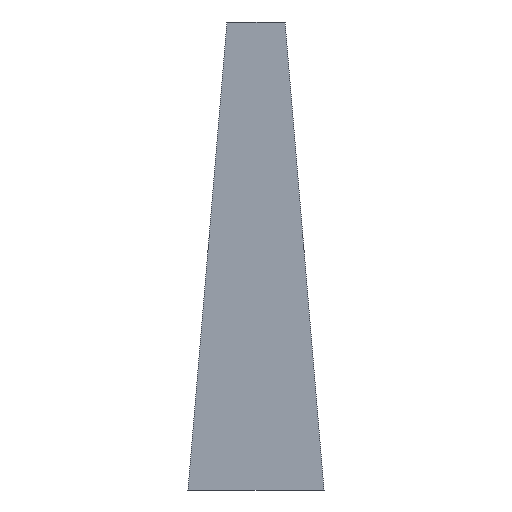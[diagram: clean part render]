
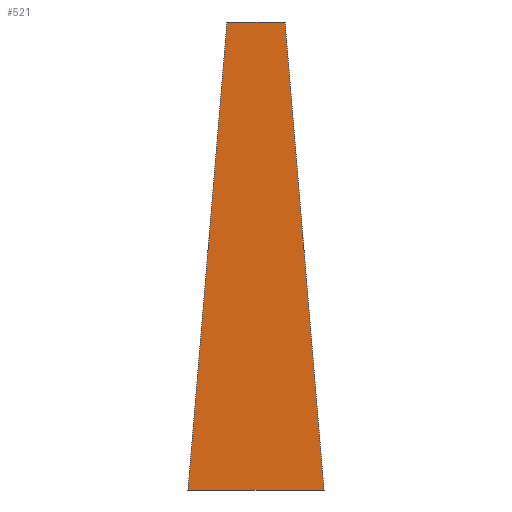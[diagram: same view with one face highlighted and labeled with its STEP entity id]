
A CAD part, front view. The second image highlights one B-rep face of the part: STEP entity #521.
In plain terms, the highlighted planar face has unit normal (0, -1, 0).
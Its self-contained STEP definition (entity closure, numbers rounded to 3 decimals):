
#11 = CARTESIAN_POINT ( 'NONE',  ( -6.836, 22.1, 122.593 ) ) ;
#18 = DIRECTION ( 'NONE',  ( 1., 0., 0. ) ) ;
#61 = LINE ( 'NONE', #138, #648 ) ;
#80 = DIRECTION ( 'NONE',  ( 0.083, 0., -0.997 ) ) ;
#81 = DIRECTION ( 'NONE',  ( 0., -1., 0. ) ) ;
#138 = CARTESIAN_POINT ( 'NONE',  ( -16.01, 22.1, 12.5 ) ) ;
#170 = ORIENTED_EDGE ( 'NONE', *, *, #804, .F. ) ;
#179 = VERTEX_POINT ( 'NONE', #315 ) ;
#211 = DIRECTION ( 'NONE',  ( -1., 0., 0. ) ) ;
#216 = AXIS2_PLACEMENT_3D ( 'NONE', #262, #81, #719 ) ;
#262 = CARTESIAN_POINT ( 'NONE',  ( 0., 22.1, 0. ) ) ;
#274 = VECTOR ( 'NONE', #80, 1000. ) ;
#285 = CARTESIAN_POINT ( 'NONE',  ( -16.01, 22.1, 12.5 ) ) ;
#315 = CARTESIAN_POINT ( 'NONE',  ( 6.836, 22.1, 122.593 ) ) ;
#328 = LINE ( 'NONE', #774, #627 ) ;
#332 = LINE ( 'NONE', #531, #274 ) ;
#351 = ORIENTED_EDGE ( 'NONE', *, *, #814, .F. ) ;
#433 = LINE ( 'NONE', #517, #579 ) ;
#446 = EDGE_LOOP ( 'NONE', ( #607, #617, #351, #170 ) ) ;
#461 = PLANE ( 'NONE',  #216 ) ;
#492 = EDGE_CURVE ( 'NONE', #633, #811, #433, .T. ) ;
#517 = CARTESIAN_POINT ( 'NONE',  ( -6.836, 22.1, 122.593 ) ) ;
#521 = ADVANCED_FACE ( 'NONE', ( #662 ), #461, .T. ) ;
#531 = CARTESIAN_POINT ( 'NONE',  ( 16.01, 22.1, 12.5 ) ) ;
#579 = VECTOR ( 'NONE', #646, 1000. ) ;
#607 = ORIENTED_EDGE ( 'NONE', *, *, #492, .F. ) ;
#617 = ORIENTED_EDGE ( 'NONE', *, *, #731, .F. ) ;
#627 = VECTOR ( 'NONE', #18, 1000. ) ;
#633 = VERTEX_POINT ( 'NONE', #285 ) ;
#638 = VERTEX_POINT ( 'NONE', #809 ) ;
#646 = DIRECTION ( 'NONE',  ( 0.083, 0., 0.997 ) ) ;
#648 = VECTOR ( 'NONE', #211, 1000. ) ;
#662 = FACE_OUTER_BOUND ( 'NONE', #446, .T. ) ;
#719 = DIRECTION ( 'NONE',  ( 0., 0., -1. ) ) ;
#731 = EDGE_CURVE ( 'NONE', #638, #633, #61, .T. ) ;
#774 = CARTESIAN_POINT ( 'NONE',  ( 6.836, 22.1, 122.593 ) ) ;
#804 = EDGE_CURVE ( 'NONE', #811, #179, #328, .T. ) ;
#809 = CARTESIAN_POINT ( 'NONE',  ( 16.01, 22.1, 12.5 ) ) ;
#811 = VERTEX_POINT ( 'NONE', #11 ) ;
#814 = EDGE_CURVE ( 'NONE', #179, #638, #332, .T. ) ;
